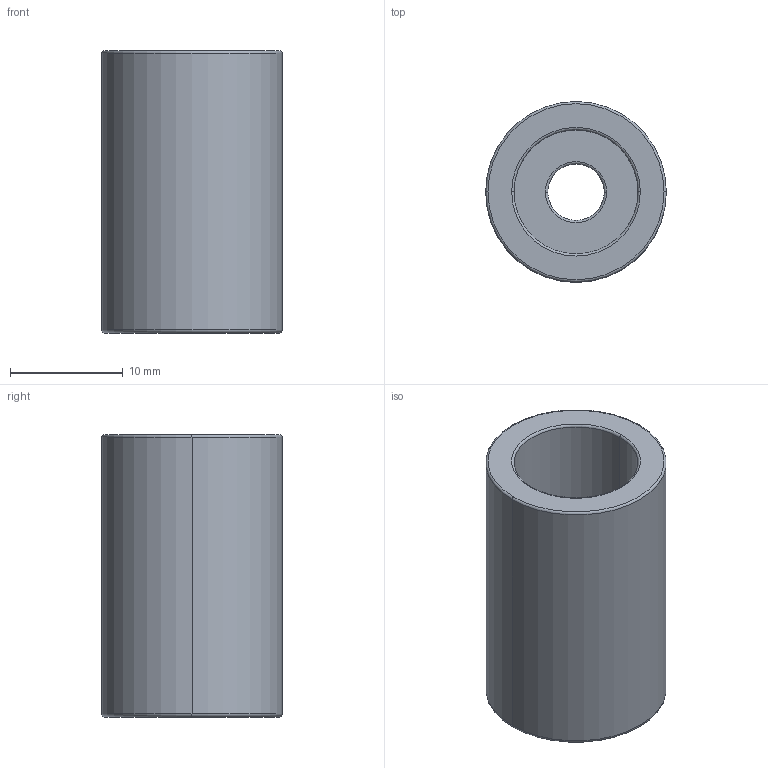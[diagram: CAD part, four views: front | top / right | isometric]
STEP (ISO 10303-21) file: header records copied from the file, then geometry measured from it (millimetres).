
FILE_DESCRIPTION (( 'STEP AP203' ), '1' );
FILE_NAME ('W0003510-015-fixation axes spring 54.STEP', '2024-05-27T12:23:09', ( '' ), ( '' ), 'SwSTEP 2.0', 'SolidWorks 2024', '' );
FILE_SCHEMA (( 'CONFIG_CONTROL_DESIGN' ));
Length unit declared in the file: millimetre
Products named in the file (1): W0003510-015-fixation axes spring 54
Bounding box: 16 x 16 x 25 mm (x, y, z)
Volume: 3025.7 mm3; surface area: 2372.7 mm2
Topology: 1 solids, 1 shells, 19 faces, 38 edges, 22 vertices
Faces by surface type: torus 10, cylinder 6, plane 3
Entity records: 583 total; most frequent: DIRECTION 110, CARTESIAN_POINT 80, ORIENTED_EDGE 76, AXIS2_PLACEMENT_3D 52, EDGE_CURVE 38, CIRCLE 32, EDGE_LOOP 22, VERTEX_POINT 22
